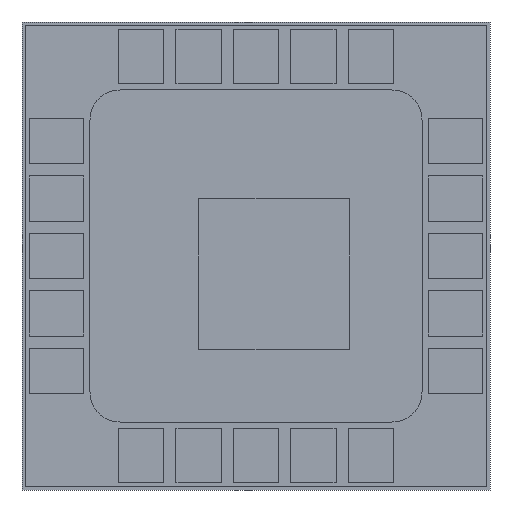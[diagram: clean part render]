
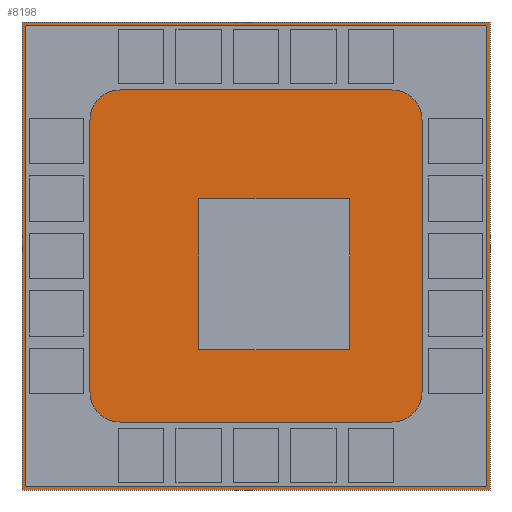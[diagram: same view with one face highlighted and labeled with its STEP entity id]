
A CAD part, front view. The second image highlights one B-rep face of the part: STEP entity #8198.
In plain terms, the highlighted planar face has unit normal (0, -1, 0).
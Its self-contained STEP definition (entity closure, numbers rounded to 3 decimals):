
#8198=ADVANCED_FACE('NONE',(#8199),#8233,.F.);
#8199=FACE_BOUND('NONE',#8200,.T.);
#8200=EDGE_LOOP('',(#8201,#8211,#8219,#8227));
#8201=ORIENTED_EDGE('',*,*,#8202,.T.);
#8202=EDGE_CURVE('NONE',#8203,#8205,#8207,.F.);
#8203=VERTEX_POINT('NONE',#8204);
#8204=CARTESIAN_POINT('',(-7.75,1.0,-7.75));
#8205=VERTEX_POINT('NONE',#8206);
#8206=CARTESIAN_POINT('',(7.75,1.0,-7.75));
#8207=LINE('',#8208,#8209);
#8208=CARTESIAN_POINT('',(0.0,1.0,-7.75));
#8209=VECTOR('',#8210,1.0);
#8210=DIRECTION('',(-1.0,0.0,0.0));
#8211=ORIENTED_EDGE('',*,*,#8212,.T.);
#8212=EDGE_CURVE('NONE',#8205,#8213,#8215,.F.);
#8213=VERTEX_POINT('NONE',#8214);
#8214=CARTESIAN_POINT('',(7.75,1.0,7.75));
#8215=LINE('',#8216,#8217);
#8216=CARTESIAN_POINT('',(7.75,1.0,0.0));
#8217=VECTOR('',#8218,1.0);
#8218=DIRECTION('',(0.0,0.0,-1.0));
#8219=ORIENTED_EDGE('',*,*,#8220,.T.);
#8220=EDGE_CURVE('NONE',#8213,#8221,#8223,.F.);
#8221=VERTEX_POINT('NONE',#8222);
#8222=CARTESIAN_POINT('',(-7.75,1.0,7.75));
#8223=LINE('',#8224,#8225);
#8224=CARTESIAN_POINT('',(0.0,1.0,7.75));
#8225=VECTOR('',#8226,1.0);
#8226=DIRECTION('',(1.0,0.0,0.0));
#8227=ORIENTED_EDGE('',*,*,#8228,.T.);
#8228=EDGE_CURVE('NONE',#8221,#8203,#8229,.F.);
#8229=LINE('',#8230,#8231);
#8230=CARTESIAN_POINT('',(-7.75,1.0,0.0));
#8231=VECTOR('',#8232,1.0);
#8232=DIRECTION('',(0.0,0.0,1.0));
#8233=PLANE('',#8234);
#8234=AXIS2_PLACEMENT_3D('',#8235,#8236,#8237);
#8235=CARTESIAN_POINT('',(0.0,1.0,0.0));
#8236=DIRECTION('',(0.0,1.0,0.0));
#8237=DIRECTION('',(0.0,0.0,1.0));
